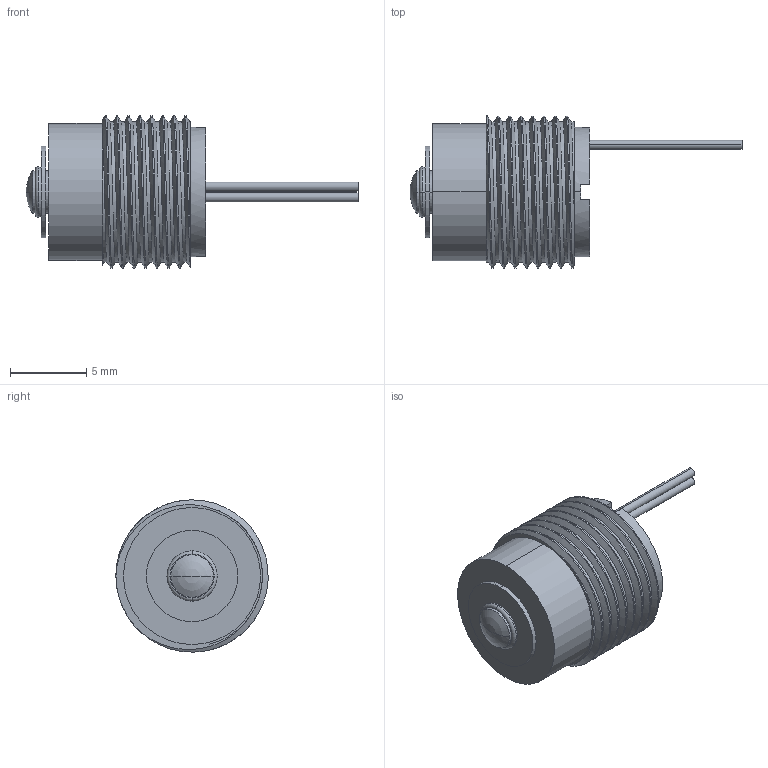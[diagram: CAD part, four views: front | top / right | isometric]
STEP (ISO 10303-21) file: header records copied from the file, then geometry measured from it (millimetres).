
FILE_DESCRIPTION(('STEP AP203'),'1');
FILE_NAME('STM81A.stp','2016-06-14T07:33:40',(' '),(' '),'Spatial InterOp 3D',' ',' ');
FILE_SCHEMA(('CONFIG_CONTROL_DESIGN'));
Length unit declared in the file: millimetre
Products named in the file (1): 1
Bounding box: 21.8 x 9.99 x 10 mm (x, y, z)
Volume: 711.3 mm3; surface area: 651 mm2
Topology: 1 solids, 1 shells, 52 faces, 127 edges, 83 vertices
Faces by surface type: cylinder 30, plane 13, torus 4, bspline 3, sphere 2
Entity records: 6648 total; most frequent: CARTESIAN_POINT 5462, ORIENTED_EDGE 250, DIRECTION 233, EDGE_CURVE 125, AXIS2_PLACEMENT_3D 98, VERTEX_POINT 83, EDGE_LOOP 60, ADVANCED_FACE 52
